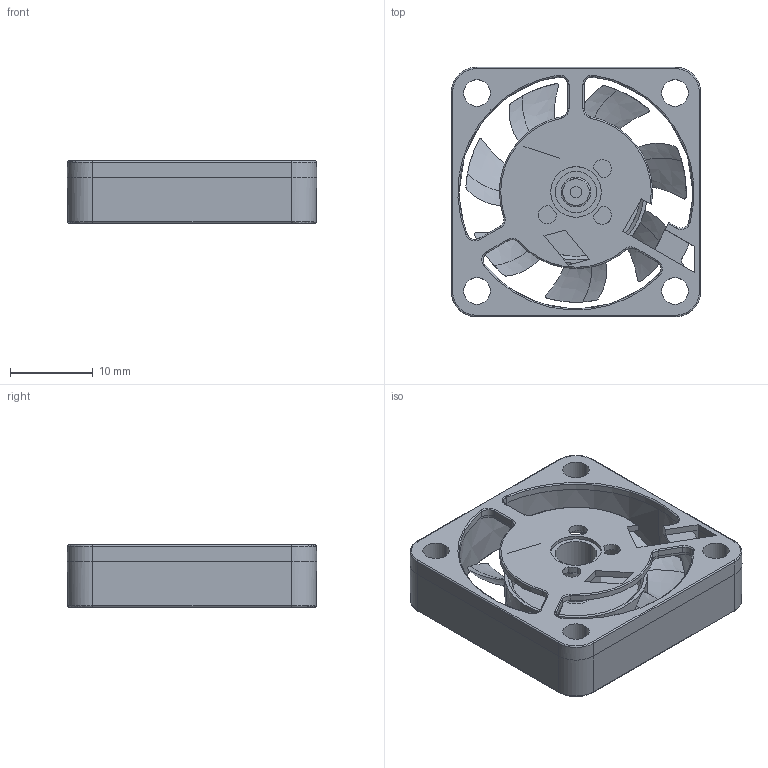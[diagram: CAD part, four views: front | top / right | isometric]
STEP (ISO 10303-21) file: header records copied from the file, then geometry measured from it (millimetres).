
FILE_DESCRIPTION((''),'2;1');
FILE_NAME('DC-A-30X30X07_ASM','2022-03-02T15:25:31',('Administrator'),(''),'CREO PARAMETRIC BY PTC INC, 2021164','CREO PARAMETRIC BY PTC INC, 2021164','');
FILE_SCHEMA(('CONFIG_CONTROL_DESIGN'));
Length unit declared in the file: millimetre
Products named in the file (4): 3007K2-1_1; 3007Y1-1_2; ASM0001_ASM_1_ASM; DC-A-30X30X07_ASM
Assembly tree (3 placements, depth 3):
  DC-A-30X30X07_ASM
    ASM0001_ASM_1_ASM
      3007K2-1_1
      3007Y1-1_2
Bounding box: 30.1 x 30.1 x 7.5 mm (x, y, z)
Volume: 2254.5 mm3; surface area: 4530.9 mm2
Topology: 2 solids, 3 shells, 312 faces, 787 edges, 489 vertices
Faces by surface type: cylinder 112, plane 84, bspline 54, cone 38, torus 24
Entity records: 13901 total; most frequent: CARTESIAN_POINT 6745, ORIENTED_EDGE 1570, DIRECTION 1340, EDGE_CURVE 787, AXIS2_PLACEMENT_3D 556, VERTEX_POINT 489, EDGE_LOOP 347, FACE_OUTER_BOUND 312
